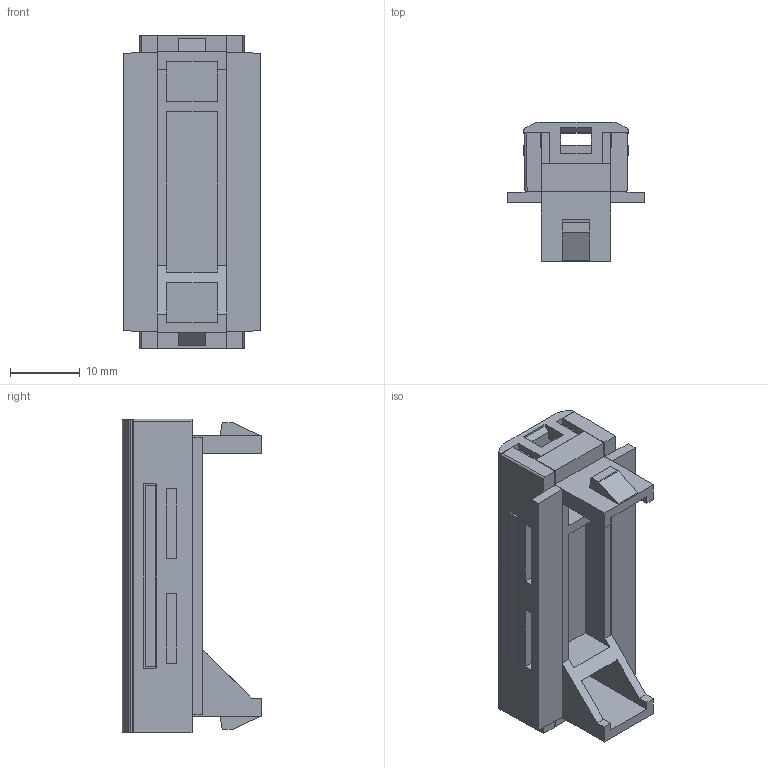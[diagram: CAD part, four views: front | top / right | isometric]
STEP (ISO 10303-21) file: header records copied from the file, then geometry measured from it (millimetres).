
FILE_DESCRIPTION (( 'STEP AP214' ), '1' );
FILE_NAME ('6113034.stp', '2016-04-28T06:28:52', ( '' ), ( '' ), 'SwSTEP 2.0', 'SolidWorks 2014', '' );
FILE_SCHEMA (( 'AUTOMOTIVE_DESIGN' ));
Length unit declared in the file: millimetre
Products named in the file (4): 070074_Alu-OT - Alu-OT; 070075_Standard; 6113034; 070076_OT - OT
Assembly tree (4 placements, depth 2):
  6113034
    070076_OT - OT
    070074_Alu-OT - Alu-OT
    070075_Standard  x2
Bounding box: 19.62 x 20 x 45 mm (x, y, z)
Volume: 6073.7 mm3; surface area: 8833.3 mm2
Topology: 4 solids, 5 shells, 173 faces, 492 edges, 328 vertices
Faces by surface type: plane 165, cylinder 8
Entity records: 4927 total; most frequent: CARTESIAN_POINT 866, ORIENTED_EDGE 846, DIRECTION 743, EDGE_CURVE 423, LINE 409, VECTOR 409, VERTEX_POINT 282, AXIS2_PLACEMENT_3D 167
